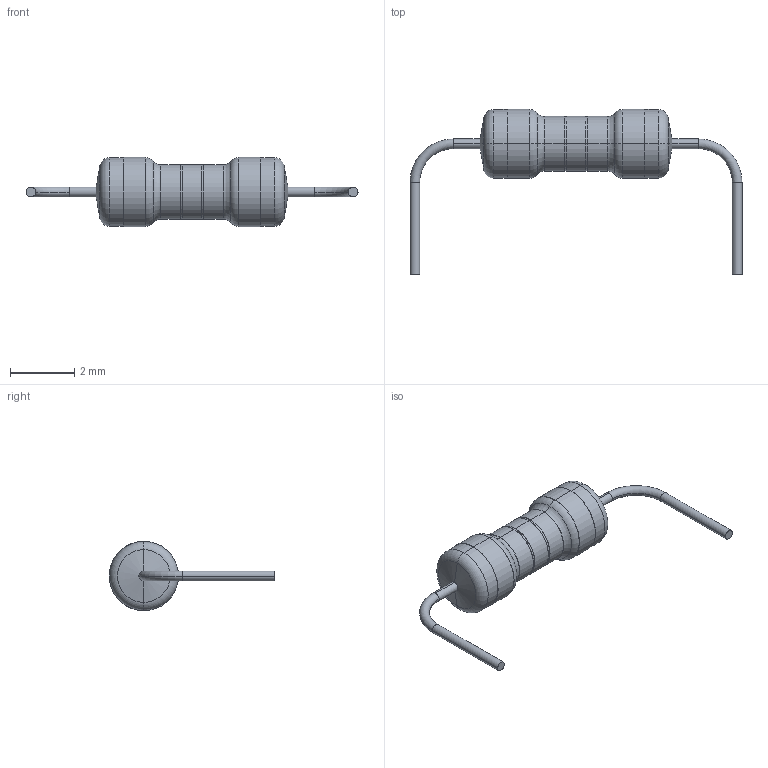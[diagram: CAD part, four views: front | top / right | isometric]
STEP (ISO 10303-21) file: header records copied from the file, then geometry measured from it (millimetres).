
FILE_DESCRIPTION (( 'STEP AP214' ), '1' );
FILE_NAME ('axial resistor 6mm.STEP', '2020-09-20T13:48:27', ( '' ), ( '' ), 'SwSTEP 2.0', 'SolidWorks 2019', '' );
FILE_SCHEMA (( 'AUTOMOTIVE_DESIGN' ));
Length unit declared in the file: millimetre
Products named in the file (1): axial resistor 6mm
Bounding box: 10.3 x 5.14 x 2.15 mm (x, y, z)
Volume: 18.1 mm3; surface area: 52.4 mm2
Topology: 1 solids, 1 shells, 58 faces, 118 edges, 72 vertices
Faces by surface type: cylinder 26, torus 16, plane 12, cone 4
Entity records: 2112 total; most frequent: DIRECTION 324, CARTESIAN_POINT 249, ORIENTED_EDGE 236, AXIS2_PLACEMENT_3D 147, EDGE_CURVE 118, CIRCLE 88, VERTEX_POINT 72, EDGE_LOOP 68
